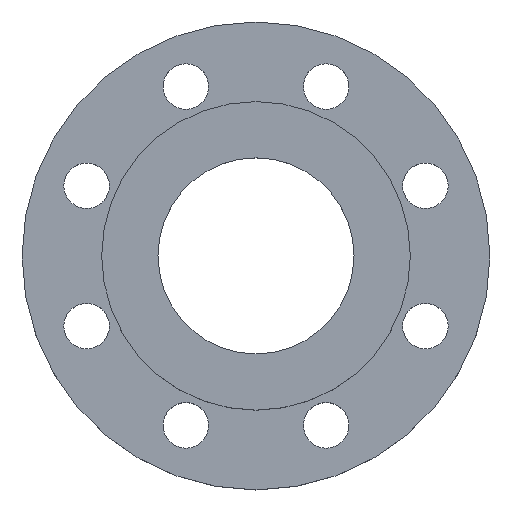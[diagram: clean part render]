
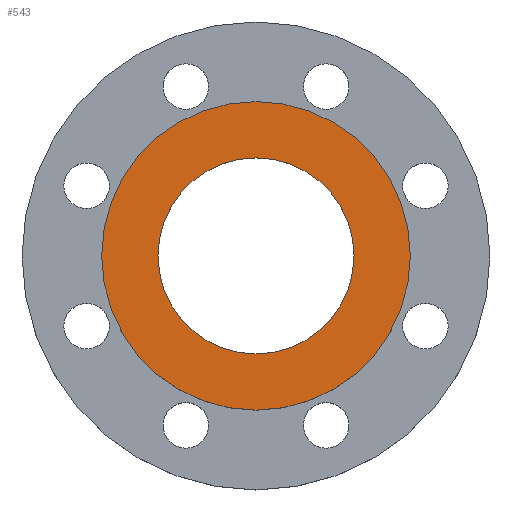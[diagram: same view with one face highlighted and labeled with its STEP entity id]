
A CAD part, top view. The second image highlights one B-rep face of the part: STEP entity #543.
In plain terms, the highlighted planar face has unit normal (0, 0, 1).
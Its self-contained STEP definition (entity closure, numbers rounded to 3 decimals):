
#20 = CIRCLE ( 'NONE', #22, 38.75 ) ;
#22 = AXIS2_PLACEMENT_3D ( 'NONE', #637, #638, #639 ) ;
#26 = EDGE_CURVE ( 'NONE', #913, #566, #20, .T. ) ;
#32 = AXIS2_PLACEMENT_3D ( 'NONE', #529, #754, #758 ) ;
#36 = CIRCLE ( 'NONE', #619, 61. ) ;
#40 = AXIS2_PLACEMENT_3D ( 'NONE', #880, #835, #477 ) ;
#69 = CARTESIAN_POINT ( 'NONE',  ( 61., 0., 16. ) ) ;
#91 = CIRCLE ( 'NONE', #40, 61. ) ;
#117 = CARTESIAN_POINT ( 'NONE',  ( -38.75, 0., 16. ) ) ;
#124 = DIRECTION ( 'NONE',  ( -1., 0., 0. ) ) ;
#125 = DIRECTION ( 'NONE',  ( 0., 0., -1. ) ) ;
#126 = CARTESIAN_POINT ( 'NONE',  ( 0., 0., 16. ) ) ;
#203 = CARTESIAN_POINT ( 'NONE',  ( -61., 0., 16. ) ) ;
#266 = EDGE_CURVE ( 'NONE', #828, #1022, #91, .T. ) ;
#286 = AXIS2_PLACEMENT_3D ( 'NONE', #126, #125, #124 ) ;
#407 = DIRECTION ( 'NONE',  ( -1., 0., 0. ) ) ;
#408 = DIRECTION ( 'NONE',  ( 0., 0., -1. ) ) ;
#409 = CARTESIAN_POINT ( 'NONE',  ( 0., 0., 16. ) ) ;
#429 = CIRCLE ( 'NONE', #286, 38.75 ) ;
#474 = PLANE ( 'NONE',  #32 ) ;
#475 = CARTESIAN_POINT ( 'NONE',  ( 38.75, 0., 16. ) ) ;
#477 = DIRECTION ( 'NONE',  ( -1., 0., 0. ) ) ;
#529 = CARTESIAN_POINT ( 'NONE',  ( 38.75, 0., 16. ) ) ;
#543 = ADVANCED_FACE ( 'NONE', ( #684, #550 ), #474, .F. ) ;
#550 = FACE_BOUND ( 'NONE', #818, .T. ) ;
#566 = VERTEX_POINT ( 'NONE', #475 ) ;
#589 = ORIENTED_EDGE ( 'NONE', *, *, #266, .F. ) ;
#590 = ORIENTED_EDGE ( 'NONE', *, *, #685, .F. ) ;
#591 = ORIENTED_EDGE ( 'NONE', *, *, #26, .T. ) ;
#592 = ORIENTED_EDGE ( 'NONE', *, *, #901, .T. ) ;
#619 = AXIS2_PLACEMENT_3D ( 'NONE', #409, #408, #407 ) ;
#637 = CARTESIAN_POINT ( 'NONE',  ( 0., 0., 16. ) ) ;
#638 = DIRECTION ( 'NONE',  ( 0., 0., -1. ) ) ;
#639 = DIRECTION ( 'NONE',  ( -1., 0., 0. ) ) ;
#684 = FACE_OUTER_BOUND ( 'NONE', #847, .T. ) ;
#685 = EDGE_CURVE ( 'NONE', #1022, #828, #36, .T. ) ;
#754 = DIRECTION ( 'NONE',  ( 0., 0., -1. ) ) ;
#758 = DIRECTION ( 'NONE',  ( -1., 0., 0. ) ) ;
#818 = EDGE_LOOP ( 'NONE', ( #591, #592 ) ) ;
#828 = VERTEX_POINT ( 'NONE', #203 ) ;
#835 = DIRECTION ( 'NONE',  ( 0., 0., -1. ) ) ;
#847 = EDGE_LOOP ( 'NONE', ( #589, #590 ) ) ;
#880 = CARTESIAN_POINT ( 'NONE',  ( 0., 0., 16. ) ) ;
#901 = EDGE_CURVE ( 'NONE', #566, #913, #429, .T. ) ;
#913 = VERTEX_POINT ( 'NONE', #117 ) ;
#1022 = VERTEX_POINT ( 'NONE', #69 ) ;
